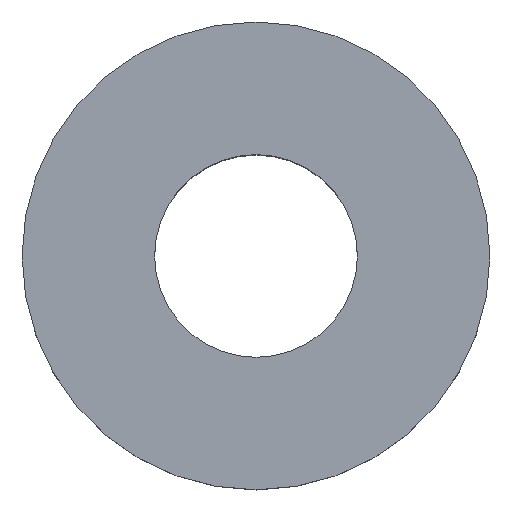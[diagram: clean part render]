
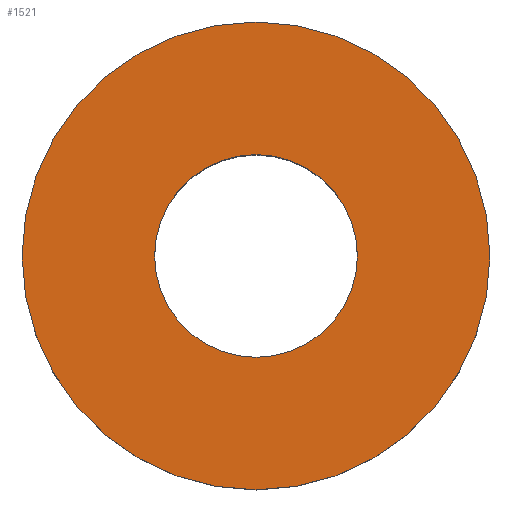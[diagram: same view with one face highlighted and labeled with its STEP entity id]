
A CAD part, top view. The second image highlights one B-rep face of the part: STEP entity #1521.
In plain terms, the highlighted planar face has unit normal (0, 0, 1).
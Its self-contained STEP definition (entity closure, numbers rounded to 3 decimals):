
#301=PLANE('',#1603);
#305=FACE_BOUND('',#392,.T.);
#312=FACE_OUTER_BOUND('',#391,.T.);
#391=EDGE_LOOP('',(#983));
#392=EDGE_LOOP('',(#984));
#471=CIRCLE('',#1599,2.6);
#474=CIRCLE('',#1604,6.);
#547=VERTEX_POINT('',#2131);
#550=VERTEX_POINT('',#2139);
#728=EDGE_CURVE('',#547,#547,#471,.T.);
#731=EDGE_CURVE('',#550,#550,#474,.T.);
#983=ORIENTED_EDGE('',*,*,#731,.T.);
#984=ORIENTED_EDGE('',*,*,#728,.T.);
#1521=ADVANCED_FACE('',(#312,#305),#301,.T.);
#1599=AXIS2_PLACEMENT_3D('',#2132,#1755,#1756);
#1603=AXIS2_PLACEMENT_3D('',#2138,#1763,#1764);
#1604=AXIS2_PLACEMENT_3D('',#2140,#1765,#1766);
#1755=DIRECTION('center_axis',(0.,0.,
-1.));
#1756=DIRECTION('ref_axis',(1.,0.,0.));
#1763=DIRECTION('center_axis',(0.,0.,
1.));
#1764=DIRECTION('ref_axis',(1.,0.,0.));
#1765=DIRECTION('center_axis',(0.,0.,
1.));
#1766=DIRECTION('ref_axis',(-1.,0.,0.));
#2131=CARTESIAN_POINT('',(2.6,0.,2.));
#2132=CARTESIAN_POINT('Origin',(0.,0.,
2.));
#2138=CARTESIAN_POINT('Origin',(0.,0.,
2.));
#2139=CARTESIAN_POINT('',(-6.,0.,2.));
#2140=CARTESIAN_POINT('Origin',(0.,0.,
2.));
